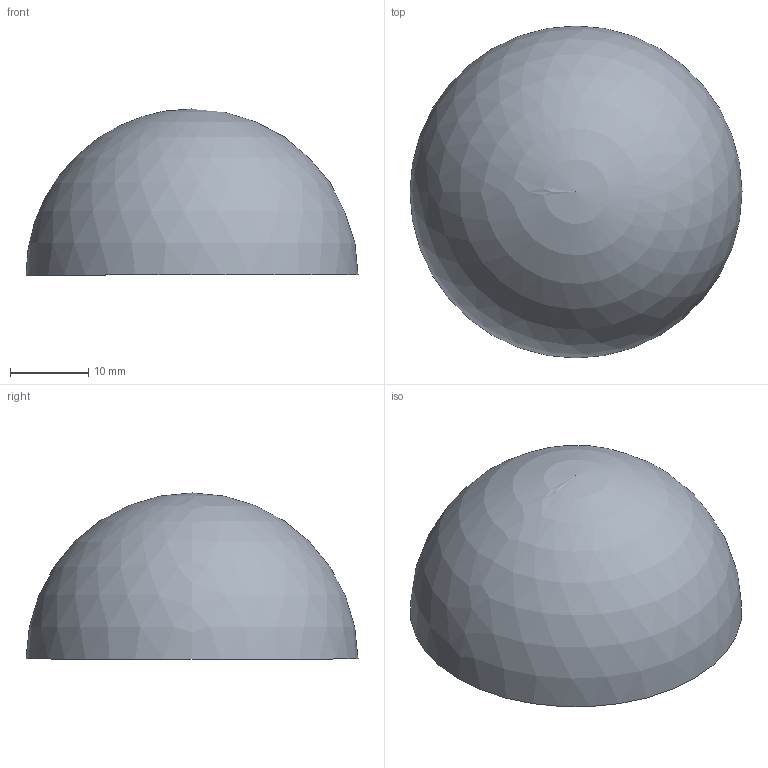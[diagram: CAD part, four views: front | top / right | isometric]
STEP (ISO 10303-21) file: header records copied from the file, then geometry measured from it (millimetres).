
FILE_DESCRIPTION (( 'STEP AP203' ), '1' );
FILE_NAME ('620042-VA.step', '2020-07-15T11:51:32', ( '' ), ( '' ), 'SwSTEP 2.0', 'SolidWorks 2018', '' );
FILE_SCHEMA (( 'CONFIG_CONTROL_DESIGN' ));
Length unit declared in the file: millimetre
Products named in the file (1): 620042-VA
Bounding box: 42.4 x 42.4 x 21.2 mm (x, y, z)
Volume: 5131.7 mm3; surface area: 5398.5 mm2
Topology: 1 solids, 1 shells, 219 faces, 581 edges, 388 vertices
Faces by surface type: plane 105, bspline 87, sphere 27
Entity records: 10615 total; most frequent: CARTESIAN_POINT 5495, ORIENTED_EDGE 1154, DIRECTION 881, EDGE_CURVE 577, VERTEX_POINT 386, AXIS2_PLACEMENT_3D 345, EDGE_LOOP 245, FACE_OUTER_BOUND 219
